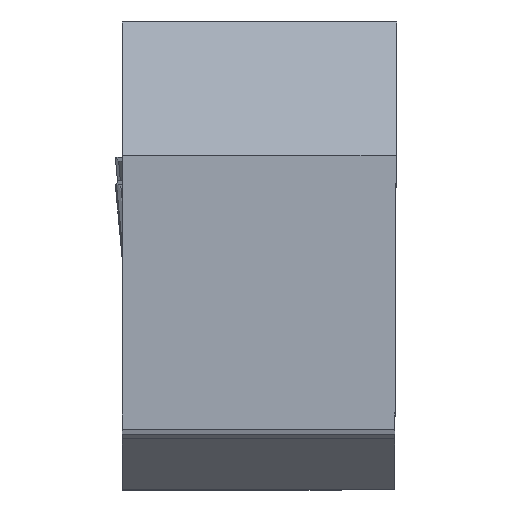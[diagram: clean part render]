
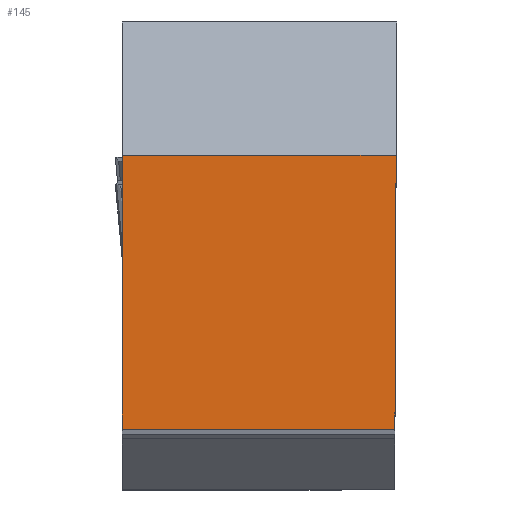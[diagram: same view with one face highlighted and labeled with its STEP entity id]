
A CAD part, top view. The second image highlights one B-rep face of the part: STEP entity #145.
In plain terms, the highlighted planar face has unit normal (0, 0, 1).
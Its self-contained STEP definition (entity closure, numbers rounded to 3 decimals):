
#145=ADVANCED_FACE('BLANK_BOXF006',(#259),#211,.T.);
#211=PLANE('',#1473);
#259=FACE_OUTER_BOUND('',#327,.T.);
#327=EDGE_LOOP('',(#518,#519,#520,#521));
#518=ORIENTED_EDGE('',*,*,#983,.F.);
#519=ORIENTED_EDGE('',*,*,#1002,.F.);
#520=ORIENTED_EDGE('',*,*,#942,.F.);
#521=ORIENTED_EDGE('',*,*,#1003,.T.);
#817=VERTEX_POINT('',#1856);
#818=VERTEX_POINT('',#1858);
#853=VERTEX_POINT('',#1964);
#854=VERTEX_POINT('',#1966);
#942=EDGE_CURVE('',#817,#818,#1128,.T.);
#983=EDGE_CURVE('',#853,#854,#1160,.T.);
#1002=EDGE_CURVE('',#818,#853,#1176,.T.);
#1003=EDGE_CURVE('',#817,#854,#1177,.T.);
#1128=LINE('',#1857,#1262);
#1160=LINE('',#1965,#1294);
#1176=LINE('',#2015,#1310);
#1177=LINE('',#2016,#1311);
#1262=VECTOR('',#1542,1.);
#1294=VECTOR('',#1596,1.);
#1310=VECTOR('',#1630,1.);
#1311=VECTOR('',#1631,1.);
#1473=AXIS2_PLACEMENT_3D('',#2017,#1632,#1633);
#1542=DIRECTION('',(0.,1.,0.));
#1596=DIRECTION('',(-0.004,-1.,0.));
#1630=DIRECTION('',(1.,0.,0.));
#1631=DIRECTION('',(1.,0.,0.));
#1632=DIRECTION('',(0.,0.,1.));
#1633=DIRECTION('',(-1.,0.,0.));
#1856=CARTESIAN_POINT('',(-9.9,0.,0.));
#1857=CARTESIAN_POINT('',(-9.9,15.9,0.));
#1858=CARTESIAN_POINT('',(-9.9,9.9,0.));
#1964=CARTESIAN_POINT('',(0.,9.9,0.));
#1965=CARTESIAN_POINT('',(0.027,15.996,0.));
#1966=CARTESIAN_POINT('',(-0.043,0.,0.));
#2015=CARTESIAN_POINT('',(22.,9.9,0.));
#2016=CARTESIAN_POINT('',(22.,0.,0.));
#2017=CARTESIAN_POINT('',(22.,15.9,0.));
